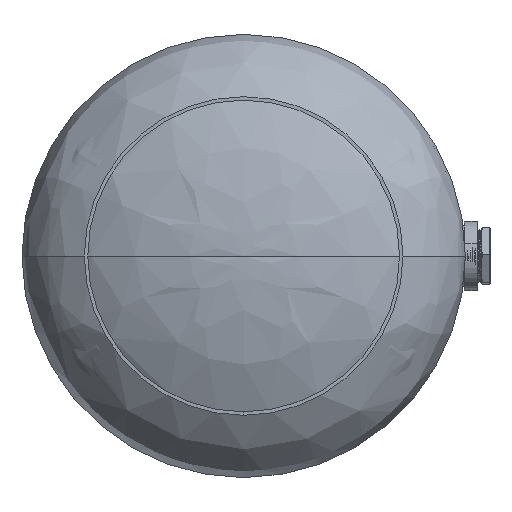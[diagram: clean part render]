
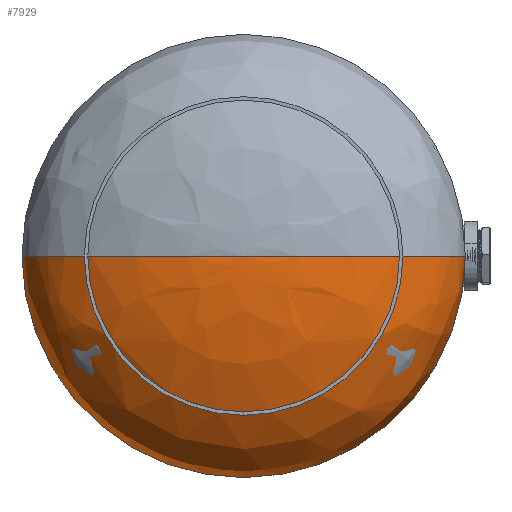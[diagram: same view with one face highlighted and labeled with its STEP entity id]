
A CAD part, left-side view. The second image highlights one B-rep face of the part: STEP entity #7929.
In plain terms, the highlighted free-form (B-spline) face has degree [3, 3] with [4, 4] control points.
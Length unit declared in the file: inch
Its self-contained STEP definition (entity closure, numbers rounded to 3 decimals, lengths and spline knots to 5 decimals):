
#145 = CARTESIAN_POINT ( 'NONE',  ( -8., 0.5125, 0. ) ) ;
#543 = CARTESIAN_POINT ( 'NONE',  ( -4.68629, 4.562, 9.37258 ) ) ;
#636 = CARTESIAN_POINT ( 'NONE',  ( 0., 4.562, 0. ) ) ;
#1035 = CARTESIAN_POINT ( 'NONE',  ( 0., 0.5125, 0. ) ) ;
#1312 = CARTESIAN_POINT ( 'NONE',  ( 0., 4.562, 0. ) ) ;
#1368 = EDGE_LOOP ( 'NONE', ( #4987, #9417, #2819, #11723 ) ) ;
#1583 = CARTESIAN_POINT ( 'NONE',  ( -4.68629, 4.562, 0. ) ) ;
#1791 = CARTESIAN_POINT ( 'NONE',  ( -8., 2.88464, 0. ) ) ;
#1889 = FACE_OUTER_BOUND ( 'NONE', #1368, .T. ) ;
#1983 = CARTESIAN_POINT ( 'NONE',  ( 0., 4.562, 0. ) ) ;
#2582 = EDGE_CURVE ( 'NONE', #11704, #16644, #14806, .T. ) ;
#2685 = VERTEX_POINT ( 'NONE', #10080 ) ;
#2819 = ORIENTED_EDGE ( 'NONE', *, *, #2582, .F. ) ;
#3519 = CARTESIAN_POINT ( 'NONE',  ( 0., 4.562, 0. ) ) ;
#4103 = EDGE_CURVE ( 'NONE', #5217, #2685, #8121, .T. ) ;
#4578 = DIRECTION ( 'NONE',  ( 0., -1., 0. ) ) ;
#4987 = ORIENTED_EDGE ( 'NONE', *, *, #4103, .F. ) ;
#5063 = CARTESIAN_POINT ( 'NONE',  ( -8., 0.5125, 0. ) ) ;
#5217 = VERTEX_POINT ( 'NONE', #10366 ) ;
#5552 = CARTESIAN_POINT ( 'NONE',  ( 8., 0.5125, 0. ) ) ;
#6116 = CARTESIAN_POINT ( 'NONE',  ( 4.68629, 4.562, 0. ) ) ;
#6397 = CARTESIAN_POINT ( 'NONE',  ( 8., 2.88464, 0. ) ) ;
#6759 =( BOUNDED_SURFACE ( )  B_SPLINE_SURFACE ( 3, 3, ( 
 ( #1983, #636, #3519, #9388 ),
 ( #6116, #12367, #543, #13622 ),
 ( #6397, #12272, #18110, #1791 ),
 ( #10551, #9104, #18210, #5063 ) ),
 .UNSPECIFIED., .F., .F., .T. ) 
 B_SPLINE_SURFACE_WITH_KNOTS ( ( 4, 4 ),
 ( 4, 4 ),
 ( 0., 1. ),
 ( 0., 1. ),
 .UNSPECIFIED. ) 
 GEOMETRIC_REPRESENTATION_ITEM ( )  RATIONAL_B_SPLINE_SURFACE ( (
 ( 1., 0.333, 0.333, 1.),
 ( 0.805, 0.268, 0.268, 0.805),
 ( 0.805, 0.268, 0.268, 0.805),
 ( 1., 0.333, 0.333, 1.) ) ) 
 REPRESENTATION_ITEM ( '' )  SURFACE ( )  );
#7929 = ADVANCED_FACE ( 'NONE', ( #1889 ), #6759, .F. ) ;
#8121 =( BOUNDED_CURVE ( )  B_SPLINE_CURVE ( 3, ( #17167, #15729, #9782, #5552 ),
 .UNSPECIFIED., .F., .T. ) 
 B_SPLINE_CURVE_WITH_KNOTS ( ( 4, 4 ),
 ( 1.5708, 3.14159 ),
 .UNSPECIFIED. ) 
 CURVE ( )  GEOMETRIC_REPRESENTATION_ITEM ( )  RATIONAL_B_SPLINE_CURVE ( ( 1., 0.805, 0.805, 1. ) ) 
 REPRESENTATION_ITEM ( '' )  );
#8337 = EDGE_CURVE ( 'NONE', #5217, #16644, #18542, .T. ) ;
#8343 = DIRECTION ( 'NONE',  ( 0., 0., -1. ) ) ;
#8977 = AXIS2_PLACEMENT_3D ( 'NONE', #1035, #14019, #8343 ) ;
#9104 = CARTESIAN_POINT ( 'NONE',  ( 8., 0.5125, 16. ) ) ;
#9388 = CARTESIAN_POINT ( 'NONE',  ( 0., 4.562, 0. ) ) ;
#9417 = ORIENTED_EDGE ( 'NONE', *, *, #8337, .T. ) ;
#9782 = CARTESIAN_POINT ( 'NONE',  ( 8., 2.88464, 0. ) ) ;
#10080 = CARTESIAN_POINT ( 'NONE',  ( 8., 0.5125, 0. ) ) ;
#10358 = CARTESIAN_POINT ( 'NONE',  ( 0., 0.5125, 0. ) ) ;
#10366 = CARTESIAN_POINT ( 'NONE',  ( 0., 4.562, 0. ) ) ;
#10461 = CARTESIAN_POINT ( 'NONE',  ( -8., 0.5125, 0. ) ) ;
#10551 = CARTESIAN_POINT ( 'NONE',  ( 8., 0.5125, 0. ) ) ;
#11235 = CIRCLE ( 'NONE', #12157, 8. ) ;
#11704 = VERTEX_POINT ( 'NONE', #18898 ) ;
#11723 = ORIENTED_EDGE ( 'NONE', *, *, #14444, .F. ) ;
#12157 = AXIS2_PLACEMENT_3D ( 'NONE', #10358, #4578, #15321 ) ;
#12272 = CARTESIAN_POINT ( 'NONE',  ( 8., 2.88464, 16. ) ) ;
#12367 = CARTESIAN_POINT ( 'NONE',  ( 4.68629, 4.562, 9.37258 ) ) ;
#13323 = CARTESIAN_POINT ( 'NONE',  ( -8., 2.88464, 0. ) ) ;
#13622 = CARTESIAN_POINT ( 'NONE',  ( -4.68629, 4.562, 0. ) ) ;
#14019 = DIRECTION ( 'NONE',  ( 0., -1., 0. ) ) ;
#14444 = EDGE_CURVE ( 'NONE', #2685, #11704, #11235, .T. ) ;
#14806 = CIRCLE ( 'NONE', #8977, 8. ) ;
#15321 = DIRECTION ( 'NONE',  ( 0., 0., -1. ) ) ;
#15729 = CARTESIAN_POINT ( 'NONE',  ( 4.68629, 4.562, 0. ) ) ;
#16644 = VERTEX_POINT ( 'NONE', #10461 ) ;
#17167 = CARTESIAN_POINT ( 'NONE',  ( 0., 4.562, 0. ) ) ;
#18110 = CARTESIAN_POINT ( 'NONE',  ( -8., 2.88464, 16. ) ) ;
#18210 = CARTESIAN_POINT ( 'NONE',  ( -8., 0.5125, 16. ) ) ;
#18542 =( BOUNDED_CURVE ( )  B_SPLINE_CURVE ( 3, ( #1312, #1583, #13323, #145 ),
 .UNSPECIFIED., .F., .F. ) 
 B_SPLINE_CURVE_WITH_KNOTS ( ( 4, 4 ),
 ( 1.5708, 3.14159 ),
 .UNSPECIFIED. ) 
 CURVE ( )  GEOMETRIC_REPRESENTATION_ITEM ( )  RATIONAL_B_SPLINE_CURVE ( ( 1., 0.805, 0.805, 1. ) ) 
 REPRESENTATION_ITEM ( '' )  );
#18898 = CARTESIAN_POINT ( 'NONE',  ( 0., 0.5125, 8. ) ) ;
